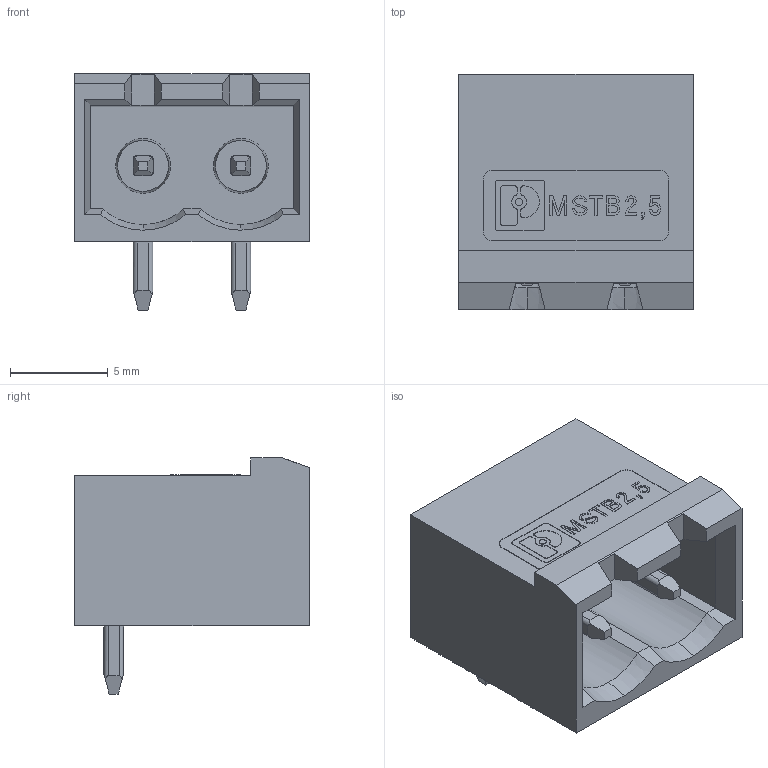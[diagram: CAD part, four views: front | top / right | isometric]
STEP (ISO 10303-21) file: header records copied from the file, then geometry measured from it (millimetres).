
FILE_DESCRIPTION(('STEP AP214'),'1');
FILE_NAME('cctmp_6CD959A1-C5BE-4141-849E-BA6AB6ECBF1A_2023_02_03_15_10_57_0688_1368..stp','2023-02-03T15:10:58',('PHOENIX CONTACT Deutschland GmbH'),('CADClick - www.CADClick.com'),'Spatial InterOp 3D',' ','unknown authorization');
FILE_SCHEMA(('AUTOMOTIVE_DESIGN'));
Length unit declared in the file: millimetre
Products named in the file (4): 2023_02_03_15_10_57_0532; 2023_02_03_15_10_57_0688; 2023_02_03_15_10_57_0673; 2023_02_03_15_10_57_0641
Assembly tree (3 placements, depth 2):
  2023_02_03_15_10_57_0532
    2023_02_03_15_10_57_0688
    2023_02_03_15_10_57_0673
    2023_02_03_15_10_57_0641
Bounding box: 12 x 12 x 12.07 mm (x, y, z)
Volume: 618.1 mm3; surface area: 1127.7 mm2
Topology: 3 solids, 3 shells, 459 faces, 1295 edges, 856 vertices
Faces by surface type: plane 367, cylinder 76, bspline 12, cone 4
Entity records: 25216 total; most frequent: CARTESIAN_POINT 8082, ORIENTED_EDGE 2590, DIRECTION 2313, EDGE_CURVE 1295, LINE 1095, VECTOR 1095, VERTEX_POINT 856, STYLED_ITEM 750
